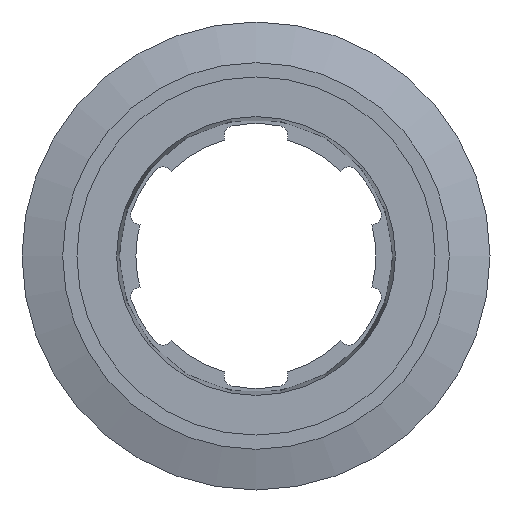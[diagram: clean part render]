
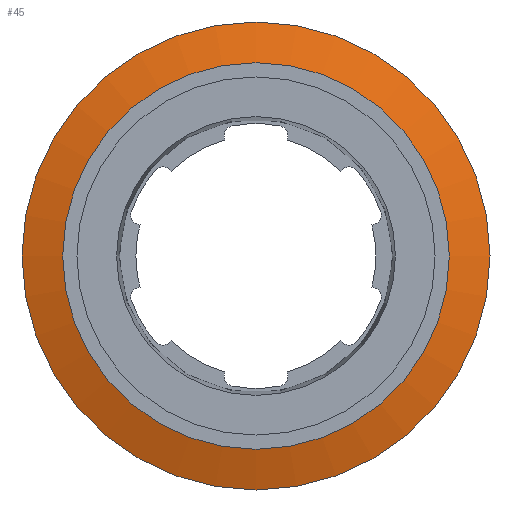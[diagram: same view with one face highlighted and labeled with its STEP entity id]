
A CAD part, front view. The second image highlights one B-rep face of the part: STEP entity #45.
In plain terms, the highlighted conical face has half-angle 73.301 degrees and reference radius 5.75 mm.
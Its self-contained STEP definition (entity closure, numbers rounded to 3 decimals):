
#21 = EDGE_CURVE('',#22,#22,#24,.T.);
#22 = VERTEX_POINT('',#23);
#23 = CARTESIAN_POINT('',(-4.75,0.5,0.));
#24 = CIRCLE('',#25,4.75);
#25 = AXIS2_PLACEMENT_3D('',#26,#27,#28);
#26 = CARTESIAN_POINT('',(0.,0.5,0.));
#27 = DIRECTION('',(0.,1.,-0.));
#28 = DIRECTION('',(-1.,0.,0.));
#45 = ADVANCED_FACE('',(#46),#65,.T.);
#46 = FACE_BOUND('',#47,.T.);
#47 = EDGE_LOOP('',(#48,#56,#57,#58));
#48 = ORIENTED_EDGE('',*,*,#49,.F.);
#49 = EDGE_CURVE('',#22,#50,#52,.T.);
#50 = VERTEX_POINT('',#51);
#51 = CARTESIAN_POINT('',(-5.75,0.8,0.));
#52 = LINE('',#53,#54);
#53 = CARTESIAN_POINT('',(-5.75,0.8,0.));
#54 = VECTOR('',#55,1.);
#55 = DIRECTION('',(-0.958,0.287,0.));
#56 = ORIENTED_EDGE('',*,*,#21,.T.);
#57 = ORIENTED_EDGE('',*,*,#49,.T.);
#58 = ORIENTED_EDGE('',*,*,#59,.F.);
#59 = EDGE_CURVE('',#50,#50,#60,.T.);
#60 = CIRCLE('',#61,5.75);
#61 = AXIS2_PLACEMENT_3D('',#62,#63,#64);
#62 = CARTESIAN_POINT('',(0.,0.8,0.));
#63 = DIRECTION('',(0.,1.,-0.));
#64 = DIRECTION('',(-1.,0.,0.));
#65 = CONICAL_SURFACE('',#66,5.75,1.279);
#66 = AXIS2_PLACEMENT_3D('',#67,#68,#69);
#67 = CARTESIAN_POINT('',(0.,0.8,0.));
#68 = DIRECTION('',(0.,1.,0.));
#69 = DIRECTION('',(-1.,0.,0.));
